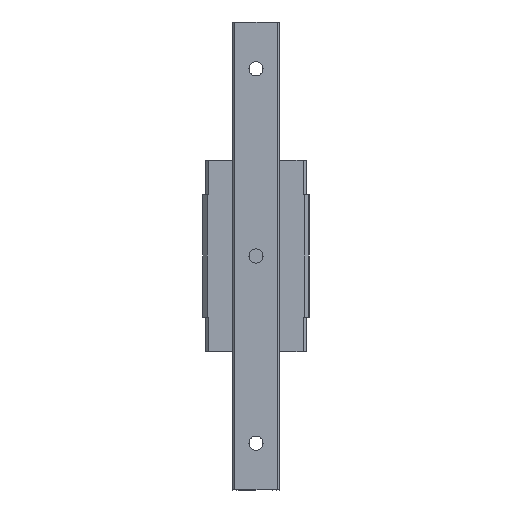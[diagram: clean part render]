
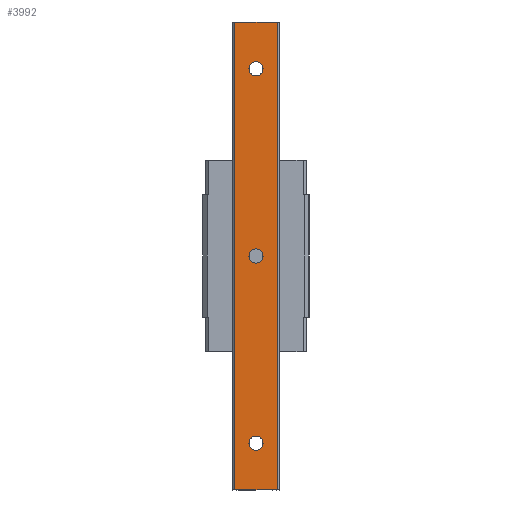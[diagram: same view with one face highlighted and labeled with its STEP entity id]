
A CAD part, front view. The second image highlights one B-rep face of the part: STEP entity #3992.
In plain terms, the highlighted free-form (B-spline) face has degree [1, 1] with [2, 2] control points.
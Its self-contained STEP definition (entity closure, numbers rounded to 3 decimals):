
#3610 = VERTEX_POINT('',#3611);
#3611 = CARTESIAN_POINT('',(-7.693,-16.97,
    -84.851));
#3616 = EDGE_CURVE('',#3617,#3610,#3619,.T.);
#3617 = VERTEX_POINT('',#3618);
#3618 = CARTESIAN_POINT('',(7.693,-16.97,
    -84.851));
#3619 = B_SPLINE_CURVE_WITH_KNOTS('',1,(#3620,#3621),.UNSPECIFIED.,.F.,
  .F.,(2,2),(0.,13.6),.PIECEWISE_BEZIER_KNOTS.);
#3620 = CARTESIAN_POINT('',(7.693,-16.97,
    -84.851));
#3621 = CARTESIAN_POINT('',(-7.693,-16.97,
    -84.851));
#3975 = EDGE_CURVE('',#3976,#3617,#3978,.T.);
#3976 = VERTEX_POINT('',#3977);
#3977 = CARTESIAN_POINT('',(7.693,-16.97,
    84.851));
#3978 = B_SPLINE_CURVE_WITH_KNOTS('',1,(#3979,#3980),.UNSPECIFIED.,.F.,
  .F.,(2,2),(0.,150.),.PIECEWISE_BEZIER_KNOTS.);
#3979 = CARTESIAN_POINT('',(7.693,-16.97,
    84.851));
#3980 = CARTESIAN_POINT('',(7.693,-16.97,
    -84.851));
#3992 = ADVANCED_FACE('',(#3993,#4009,#4031,#4053),#4075,.T.);
#3993 = FACE_BOUND('',#3994,.F.);
#3994 = EDGE_LOOP('',(#3995,#3996,#4003,#4008));
#3995 = ORIENTED_EDGE('',*,*,#3616,.T.);
#3996 = ORIENTED_EDGE('',*,*,#3997,.F.);
#3997 = EDGE_CURVE('',#3998,#3610,#4000,.T.);
#3998 = VERTEX_POINT('',#3999);
#3999 = CARTESIAN_POINT('',(-7.693,-16.97,
    84.851));
#4000 = B_SPLINE_CURVE_WITH_KNOTS('',1,(#4001,#4002),.UNSPECIFIED.,.F.,
  .F.,(2,2),(0.,150.),.PIECEWISE_BEZIER_KNOTS.);
#4001 = CARTESIAN_POINT('',(-7.693,-16.97,
    84.851));
#4002 = CARTESIAN_POINT('',(-7.693,-16.97,
    -84.851));
#4003 = ORIENTED_EDGE('',*,*,#4004,.F.);
#4004 = EDGE_CURVE('',#3976,#3998,#4005,.T.);
#4005 = B_SPLINE_CURVE_WITH_KNOTS('',1,(#4006,#4007),.UNSPECIFIED.,.F.,
  .F.,(2,2),(0.,13.6),.PIECEWISE_BEZIER_KNOTS.);
#4006 = CARTESIAN_POINT('',(7.693,-16.97,
    84.851));
#4007 = CARTESIAN_POINT('',(-7.693,-16.97,
    84.851));
#4008 = ORIENTED_EDGE('',*,*,#3975,.T.);
#4009 = FACE_BOUND('',#4010,.F.);
#4010 = EDGE_LOOP('',(#4011,#4023));
#4011 = ORIENTED_EDGE('',*,*,#4012,.T.);
#4012 = EDGE_CURVE('',#4013,#4015,#4017,.T.);
#4013 = VERTEX_POINT('',#4014);
#4014 = CARTESIAN_POINT('',(2.546,-16.97,0.));
#4015 = VERTEX_POINT('',#4016);
#4016 = CARTESIAN_POINT('',(-2.546,-16.97,0.));
#4017 = ( BOUNDED_CURVE() B_SPLINE_CURVE(2,(#4018,#4019,#4020,#4021,
#4022),.UNSPECIFIED.,.F.,.F.) B_SPLINE_CURVE_WITH_KNOTS((3,2,3),(0.,
1.571,3.142),.PIECEWISE_BEZIER_KNOTS.) CURVE() 
GEOMETRIC_REPRESENTATION_ITEM() RATIONAL_B_SPLINE_CURVE((1.,
0.707,1.,0.707,1.)) REPRESENTATION_ITEM('') );
#4018 = CARTESIAN_POINT('',(2.546,-16.97,0.));
#4019 = CARTESIAN_POINT('',(2.546,-16.97,
    2.546));
#4020 = CARTESIAN_POINT('',(0.,-16.97,
    2.546));
#4021 = CARTESIAN_POINT('',(-2.546,-16.97,
    2.546));
#4022 = CARTESIAN_POINT('',(-2.546,-16.97,
    0.));
#4023 = ORIENTED_EDGE('',*,*,#4024,.T.);
#4024 = EDGE_CURVE('',#4015,#4013,#4025,.T.);
#4025 = ( BOUNDED_CURVE() B_SPLINE_CURVE(2,(#4026,#4027,#4028,#4029,
#4030),.UNSPECIFIED.,.F.,.F.) B_SPLINE_CURVE_WITH_KNOTS((3,2,3),(0.,
1.571,3.142),.PIECEWISE_BEZIER_KNOTS.) CURVE() 
GEOMETRIC_REPRESENTATION_ITEM() RATIONAL_B_SPLINE_CURVE((1.,
0.707,1.,0.707,1.)) REPRESENTATION_ITEM('') );
#4026 = CARTESIAN_POINT('',(-2.546,-16.97,0.));
#4027 = CARTESIAN_POINT('',(-2.546,-16.97,
    -2.546));
#4028 = CARTESIAN_POINT('',(0.,-16.97,
    -2.546));
#4029 = CARTESIAN_POINT('',(2.546,-16.97,
    -2.546));
#4030 = CARTESIAN_POINT('',(2.546,-16.97,
    0.));
#4031 = FACE_BOUND('',#4032,.F.);
#4032 = EDGE_LOOP('',(#4033,#4045));
#4033 = ORIENTED_EDGE('',*,*,#4034,.T.);
#4034 = EDGE_CURVE('',#4035,#4037,#4039,.T.);
#4035 = VERTEX_POINT('',#4036);
#4036 = CARTESIAN_POINT('',(2.546,-16.97,
    -67.881));
#4037 = VERTEX_POINT('',#4038);
#4038 = CARTESIAN_POINT('',(-2.546,-16.97,
    -67.881));
#4039 = ( BOUNDED_CURVE() B_SPLINE_CURVE(2,(#4040,#4041,#4042,#4043,
#4044),.UNSPECIFIED.,.F.,.F.) B_SPLINE_CURVE_WITH_KNOTS((3,2,3),(0.,
1.571,3.142),.PIECEWISE_BEZIER_KNOTS.) CURVE() 
GEOMETRIC_REPRESENTATION_ITEM() RATIONAL_B_SPLINE_CURVE((1.,
0.707,1.,0.707,1.)) REPRESENTATION_ITEM('') );
#4040 = CARTESIAN_POINT('',(2.546,-16.97,
    -67.881));
#4041 = CARTESIAN_POINT('',(2.546,-16.97,
    -65.335));
#4042 = CARTESIAN_POINT('',(0.,-16.97,
    -65.335));
#4043 = CARTESIAN_POINT('',(-2.546,-16.97,
    -65.335));
#4044 = CARTESIAN_POINT('',(-2.546,-16.97,
    -67.881));
#4045 = ORIENTED_EDGE('',*,*,#4046,.T.);
#4046 = EDGE_CURVE('',#4037,#4035,#4047,.T.);
#4047 = ( BOUNDED_CURVE() B_SPLINE_CURVE(2,(#4048,#4049,#4050,#4051,
#4052),.UNSPECIFIED.,.F.,.F.) B_SPLINE_CURVE_WITH_KNOTS((3,2,3),(0.,
1.571,3.142),.PIECEWISE_BEZIER_KNOTS.) CURVE() 
GEOMETRIC_REPRESENTATION_ITEM() RATIONAL_B_SPLINE_CURVE((1.,
0.707,1.,0.707,1.)) REPRESENTATION_ITEM('') );
#4048 = CARTESIAN_POINT('',(-2.546,-16.97,
    -67.881));
#4049 = CARTESIAN_POINT('',(-2.546,-16.97,
    -70.426));
#4050 = CARTESIAN_POINT('',(0.,-16.97,
    -70.426));
#4051 = CARTESIAN_POINT('',(2.546,-16.97,
    -70.426));
#4052 = CARTESIAN_POINT('',(2.546,-16.97,
    -67.881));
#4053 = FACE_BOUND('',#4054,.F.);
#4054 = EDGE_LOOP('',(#4055,#4067));
#4055 = ORIENTED_EDGE('',*,*,#4056,.T.);
#4056 = EDGE_CURVE('',#4057,#4059,#4061,.T.);
#4057 = VERTEX_POINT('',#4058);
#4058 = CARTESIAN_POINT('',(-2.546,-16.97,
    67.881));
#4059 = VERTEX_POINT('',#4060);
#4060 = CARTESIAN_POINT('',(2.546,-16.97,
    67.881));
#4061 = ( BOUNDED_CURVE() B_SPLINE_CURVE(2,(#4062,#4063,#4064,#4065,
#4066),.UNSPECIFIED.,.F.,.F.) B_SPLINE_CURVE_WITH_KNOTS((3,2,3),(0.,
1.571,3.142),.PIECEWISE_BEZIER_KNOTS.) CURVE() 
GEOMETRIC_REPRESENTATION_ITEM() RATIONAL_B_SPLINE_CURVE((1.,
0.707,1.,0.707,1.)) REPRESENTATION_ITEM('') );
#4062 = CARTESIAN_POINT('',(-2.546,-16.97,
    67.881));
#4063 = CARTESIAN_POINT('',(-2.546,-16.97,
    65.335));
#4064 = CARTESIAN_POINT('',(0.,-16.97,
    65.335));
#4065 = CARTESIAN_POINT('',(2.546,-16.97,
    65.335));
#4066 = CARTESIAN_POINT('',(2.546,-16.97,
    67.881));
#4067 = ORIENTED_EDGE('',*,*,#4068,.T.);
#4068 = EDGE_CURVE('',#4059,#4057,#4069,.T.);
#4069 = ( BOUNDED_CURVE() B_SPLINE_CURVE(2,(#4070,#4071,#4072,#4073,
#4074),.UNSPECIFIED.,.F.,.F.) B_SPLINE_CURVE_WITH_KNOTS((3,2,3),(0.,
1.571,3.142),.PIECEWISE_BEZIER_KNOTS.) CURVE() 
GEOMETRIC_REPRESENTATION_ITEM() RATIONAL_B_SPLINE_CURVE((1.,
0.707,1.,0.707,1.)) REPRESENTATION_ITEM('') );
#4070 = CARTESIAN_POINT('',(2.546,-16.97,
    67.881));
#4071 = CARTESIAN_POINT('',(2.546,-16.97,
    70.426));
#4072 = CARTESIAN_POINT('',(0.,-16.97,
    70.426));
#4073 = CARTESIAN_POINT('',(-2.546,-16.97,
    70.426));
#4074 = CARTESIAN_POINT('',(-2.546,-16.97,
    67.881));
#4075 = B_SPLINE_SURFACE_WITH_KNOTS('',1,1,(
    (#4076,#4077)
    ,(#4078,#4079
    )),.UNSPECIFIED.,.F.,.F.,.F.,(2,2),(2,2),(0.,13.6),(0.,150.),
  .PIECEWISE_BEZIER_KNOTS.);
#4076 = CARTESIAN_POINT('',(-7.693,-16.97,
    -84.851));
#4077 = CARTESIAN_POINT('',(-7.693,-16.97,
    84.851));
#4078 = CARTESIAN_POINT('',(7.693,-16.97,
    -84.851));
#4079 = CARTESIAN_POINT('',(7.693,-16.97,
    84.851));
